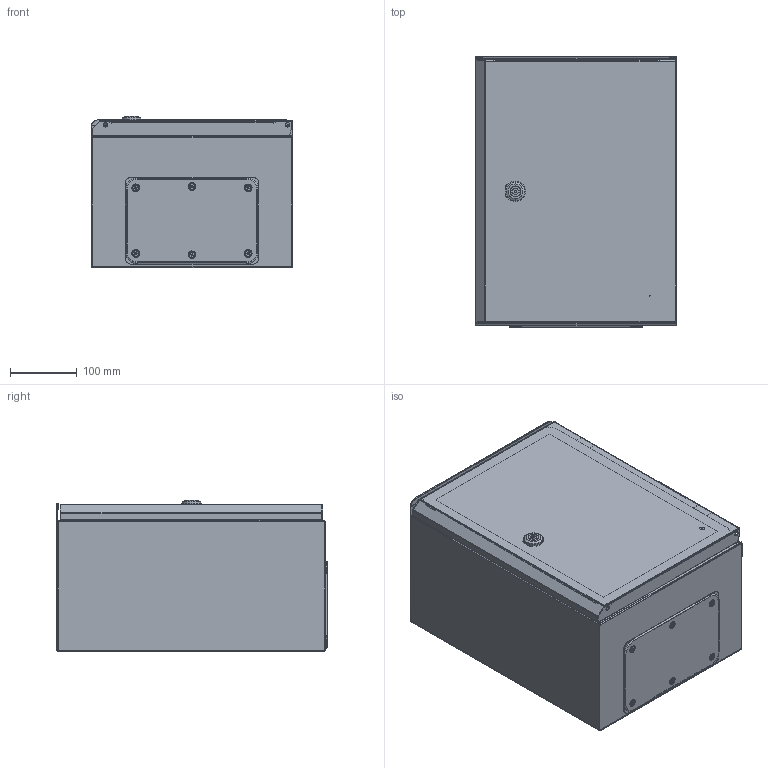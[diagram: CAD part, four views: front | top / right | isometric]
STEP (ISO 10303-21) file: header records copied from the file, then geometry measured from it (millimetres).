
FILE_DESCRIPTION (( 'STEP AP203' ), '1' );
FILE_NAME ('昈-2018.00.00.000 棞迒1 IP65 PRO.STEP', '2021-04-22T12:22:51', ( '' ), ( '' ), 'SwSTEP 2.0', 'SolidWorks 2021', '' );
FILE_SCHEMA (( 'CONFIG_CONTROL_DESIGN' ));
Length unit declared in the file: millimetre
Products named in the file (22): 昈-2018.00.00.000 棞迒1 IP65 PRO; ÌÈ-2018.01.01.000 Ñòåíêà çàäíÿÿ â ñáîðå ; ÌÈ-2018.00.00.001 Ïàíåëü ìîíòàæíàÿ; ÌÈ-2018.01.00.001 Ñòåíêà âåðõíÿÿ_‘â. ­¨¦­ïï ; Îñü ïåòëè 4õ52_‚¨­â A.M4x0,5x40 ƒŽ‘’ 11644-75; ÓÊ íà äâåðü 2018; Ïåòëÿ íà äâåðü ï-îáðàçíàÿ; ﾌﾈ-2000.00.00.001 ﾂ粽蓖鵫 瑙褻 ﾘﾌﾏﾃ; ﾌﾈ-2018.01.00.003 ﾊ鰀靍裲; ﾌﾈ-2000.00.00.000 ﾂ粽蓖鵫 瑙褻 ﾘﾌﾏﾃ; Íàâåñêà íà êîðïóñ ïîä êëåïêó; ÌÈ-2018.02.00.000 Äâåðü â ñáîðå; ﾌﾈ-2018.02.00.001 ﾄ粢; ÌÈ-2018.01.01.001 Ñòåíêà çàäíÿÿ; ÌÈ-2018.01.00.001 Ñòåíêà âåðõíÿÿ; countersunk flat head cross recess screw_din_DIN EN ISO 7046-1 - M4 x 10 - Z - 10N; ÌÈ-2018.01.00.000 Êîðïóñ â ñáîðå; Çàìîê áîëüøîé; hex flange nut_din_Hexagon Flange Nut DIN 6923 - M6 - N; rivet 02_din_DIN 660-5x8-St-A-2; Øïèëüêà Ì6õ12; Øïèëüêà ïðèâàðíàÿ Ì6õ20 DIN 13918
Assembly tree (39 placements, depth 4):
  昈-2018.00.00.000 棞迒1 IP65 PRO
    ÌÈ-2018.01.00.000 Êîðïóñ â ñáîðå
      ÌÈ-2018.01.01.000 Ñòåíêà çàäíÿÿ â ñáîðå 
        ÌÈ-2018.01.01.001 Ñòåíêà çàäíÿÿ
        Øïèëüêà ïðèâàðíàÿ Ì6õ20 DIN 13918  x4
        Øïèëüêà Ì6õ12
      ÌÈ-2018.01.00.001 Ñòåíêà âåðõíÿÿ
      ÌÈ-2018.01.00.001 Ñòåíêà âåðõíÿÿ_‘â. ­¨¦­ïï 
      ﾌﾈ-2018.01.00.003 ﾊ鰀靍裲
    ÌÈ-2018.02.00.000 Äâåðü â ñáîðå
      ﾌﾈ-2018.02.00.001 ﾄ粢
      ÓÊ íà äâåðü 2018
      Çàìîê áîëüøîé
      Ïåòëÿ íà äâåðü ï-îáðàçíàÿ  x2
      Øïèëüêà Ì6õ12
    hex flange nut_din_Hexagon Flange Nut DIN 6923 - M6 - N  x4
    ÌÈ-2018.00.00.001 Ïàíåëü ìîíòàæíàÿ
    Íàâåñêà íà êîðïóñ ïîä êëåïêó  x2
    rivet 02_din_DIN 660-5x8-St-A-2  x4
    Îñü ïåòëè 4õ52_‚¨­â A.M4x0,5x40 ƒŽ‘’ 11644-75  x2
    ﾌﾈ-2000.00.00.000 ﾂ粽蓖鵫 瑙褻 ﾘﾌﾏﾃ
      ﾌﾈ-2000.00.00.001 ﾂ粽蓖鵫 瑙褻 ﾘﾌﾏﾃ
    countersunk flat head cross recess screw_din_DIN EN ISO 7046-1 - M4 x 10 - Z - 10N  x6
Bounding box: 300 x 404.08 x 225.54 mm (x, y, z)
Volume: 930044.8 mm3; surface area: 1596372.9 mm2
Topology: 35 solids, 40 shells, 1262 faces, 2982 edges, 1809 vertices
Faces by surface type: plane 674, cylinder 309, cone 146, torus 80, bspline 53
Entity records: 29286 total; most frequent: CARTESIAN_POINT 6091, DIRECTION 4249, ORIENTED_EDGE 4144, EDGE_CURVE 2072, AXIS2_PLACEMENT_3D 1462, LINE 1325, VECTOR 1325, VERTEX_POINT 1280
